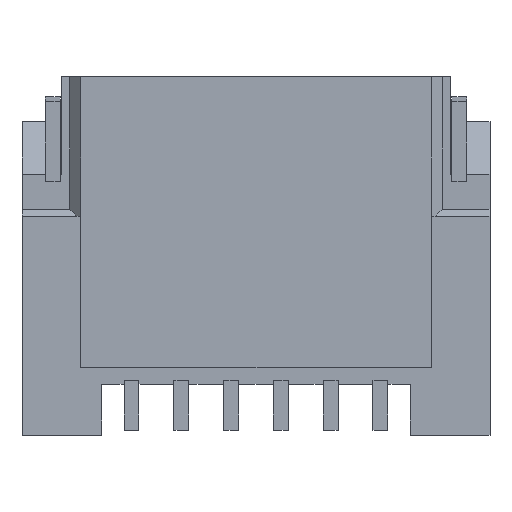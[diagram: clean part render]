
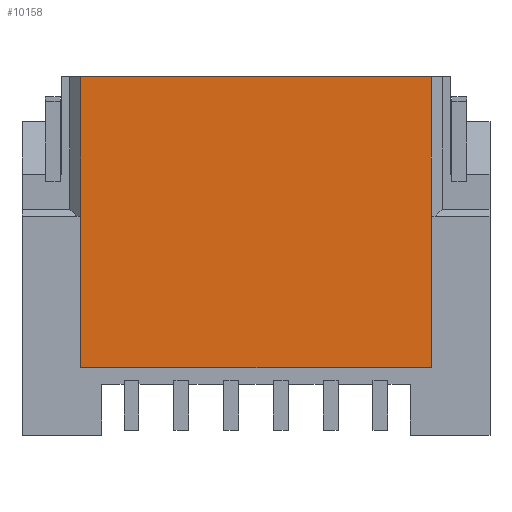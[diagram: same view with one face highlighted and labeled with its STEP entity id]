
A CAD part, front view. The second image highlights one B-rep face of the part: STEP entity #10158.
In plain terms, the highlighted planar face has unit normal (0, -1, 0).
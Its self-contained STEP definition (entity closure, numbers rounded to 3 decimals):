
#3671=DIRECTION('',(0.,0.,1.));
#3672=VECTOR('',#3671,1.52);
#3673=CARTESIAN_POINT('',(1.76,0.,-2.92));
#3674=LINE('',#3673,#3672);
#3675=DIRECTION('',(-1.,0.,0.));
#3676=VECTOR('',#3675,3.52);
#3677=CARTESIAN_POINT('',(1.76,0.,-2.92));
#3678=LINE('',#3677,#3676);
#3679=DIRECTION('',(0.,0.,1.));
#3680=VECTOR('',#3679,1.52);
#3681=CARTESIAN_POINT('',(-1.76,0.,-2.92));
#3682=LINE('',#3681,#3680);
#3683=DIRECTION('',(0.,0.,-1.));
#3684=VECTOR('',#3683,1.4);
#3685=CARTESIAN_POINT('',(-1.76,0.,0.));
#3686=LINE('',#3685,#3684);
#3687=DIRECTION('',(1.,0.,0.));
#3688=VECTOR('',#3687,3.52);
#3689=CARTESIAN_POINT('',(-1.76,0.,0.));
#3690=LINE('',#3689,#3688);
#3691=DIRECTION('',(0.,0.,-1.));
#3692=VECTOR('',#3691,1.4);
#3693=CARTESIAN_POINT('',(1.76,0.,0.));
#3694=LINE('',#3693,#3692);
#3883=CARTESIAN_POINT('',(1.76,0.,0.));
#3884=VERTEX_POINT('',#3883);
#3885=CARTESIAN_POINT('',(-1.76,0.,0.));
#3887=VERTEX_POINT('',#3885);
#3971=CARTESIAN_POINT('',(1.76,0.,-2.92));
#3972=CARTESIAN_POINT('',(1.76,0.,-1.4));
#3973=VERTEX_POINT('',#3971);
#3974=VERTEX_POINT('',#3972);
#3975=CARTESIAN_POINT('',(-1.76,0.,-1.4));
#3976=VERTEX_POINT('',#3975);
#4141=CARTESIAN_POINT('',(-1.76,0.,-2.92));
#4142=VERTEX_POINT('',#4141);
#10141=CARTESIAN_POINT('',(-2.35,0.,0.));
#10142=DIRECTION('',(0.,-1.,0.));
#10143=DIRECTION('',(0.,0.,-1.));
#10144=AXIS2_PLACEMENT_3D('',#10141,#10142,#10143);
#10145=PLANE('',#10144);
#10147=ORIENTED_EDGE('',*,*,#10146,.F.);
#10149=ORIENTED_EDGE('',*,*,#10148,.T.);
#10151=ORIENTED_EDGE('',*,*,#10150,.T.);
#10152=ORIENTED_EDGE('',*,*,#10130,.F.);
#10153=ORIENTED_EDGE('',*,*,#7922,.T.);
#10155=ORIENTED_EDGE('',*,*,#10154,.T.);
#10156=EDGE_LOOP('',(#10147,#10149,#10151,#10152,#10153,#10155));
#10157=FACE_OUTER_BOUND('',#10156,.F.);
#10158=ADVANCED_FACE('',(#10157),#10145,.T.);
#7922=EDGE_CURVE('',#3887,#3884,#3690,.T.);
#10130=EDGE_CURVE('',#3887,#3976,#3686,.T.);
#10146=EDGE_CURVE('',#3973,#3974,#3674,.T.);
#10148=EDGE_CURVE('',#3973,#4142,#3678,.T.);
#10150=EDGE_CURVE('',#4142,#3976,#3682,.T.);
#10154=EDGE_CURVE('',#3884,#3974,#3694,.T.);
